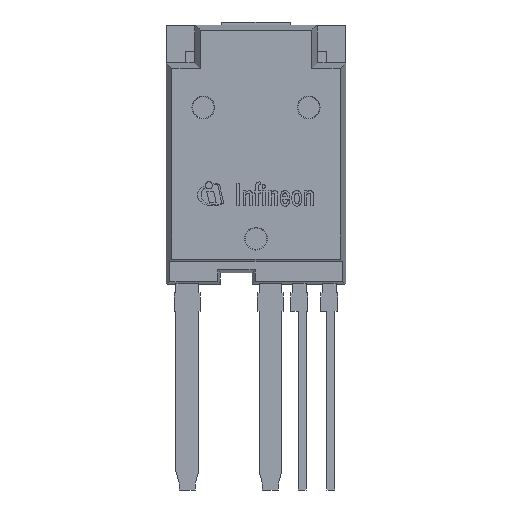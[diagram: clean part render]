
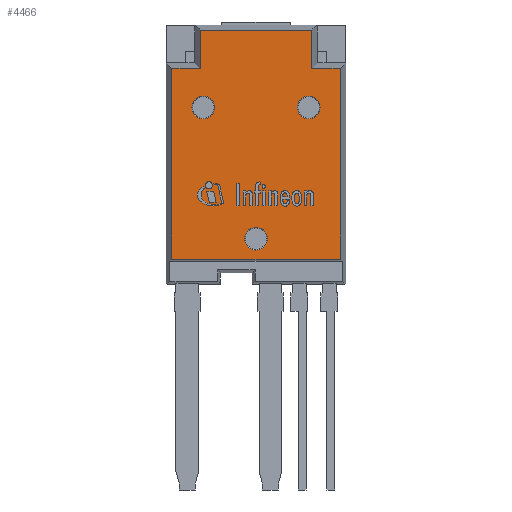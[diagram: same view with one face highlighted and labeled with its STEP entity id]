
A CAD part, left-side view. The second image highlights one B-rep face of the part: STEP entity #4466.
In plain terms, the highlighted planar face has unit normal (-1, 0, 0).
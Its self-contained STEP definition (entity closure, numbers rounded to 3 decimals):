
#86=FACE_BOUND('',#569,.T.);
#87=FACE_BOUND('',#570,.T.);
#88=FACE_BOUND('',#571,.T.);
#144=CIRCLE('',#4734,1.);
#145=CIRCLE('',#4736,1.);
#146=CIRCLE('',#4738,1.);
#303=FACE_OUTER_BOUND('',#568,.T.);
#568=EDGE_LOOP('',(#3512,#3513,#3514,#3515,#3516,#3517,#3518,#3519));
#569=EDGE_LOOP('',(#3520));
#570=EDGE_LOOP('',(#3521));
#571=EDGE_LOOP('',(#3522));
#964=LINE('',#7077,#1529);
#965=LINE('',#7079,#1530);
#966=LINE('',#7081,#1531);
#967=LINE('',#7083,#1532);
#968=LINE('',#7085,#1533);
#969=LINE('',#7087,#1534);
#970=LINE('',#7089,#1535);
#971=LINE('',#7090,#1536);
#1529=VECTOR('',#5426,1000.);
#1530=VECTOR('',#5427,1000.);
#1531=VECTOR('',#5428,1000.);
#1532=VECTOR('',#5429,1000.);
#1533=VECTOR('',#5430,1000.);
#1534=VECTOR('',#5431,1000.);
#1535=VECTOR('',#5432,1000.);
#1536=VECTOR('',#5433,1000.);
#2033=VERTEX_POINT('',#7049);
#2034=VERTEX_POINT('',#7052);
#2035=VERTEX_POINT('',#7055);
#2044=VERTEX_POINT('',#7075);
#2045=VERTEX_POINT('',#7076);
#2046=VERTEX_POINT('',#7078);
#2047=VERTEX_POINT('',#7080);
#2048=VERTEX_POINT('',#7082);
#2049=VERTEX_POINT('',#7084);
#2050=VERTEX_POINT('',#7086);
#2051=VERTEX_POINT('',#7088);
#2555=EDGE_CURVE('',#2033,#2033,#144,.T.);
#2556=EDGE_CURVE('',#2034,#2034,#145,.T.);
#2557=EDGE_CURVE('',#2035,#2035,#146,.T.);
#2566=EDGE_CURVE('',#2044,#2045,#964,.T.);
#2567=EDGE_CURVE('',#2045,#2046,#965,.T.);
#2568=EDGE_CURVE('',#2046,#2047,#966,.T.);
#2569=EDGE_CURVE('',#2048,#2047,#967,.T.);
#2570=EDGE_CURVE('',#2049,#2048,#968,.T.);
#2571=EDGE_CURVE('',#2050,#2049,#969,.T.);
#2572=EDGE_CURVE('',#2050,#2051,#970,.T.);
#2573=EDGE_CURVE('',#2051,#2044,#971,.T.);
#3512=ORIENTED_EDGE('',*,*,#2566,.T.);
#3513=ORIENTED_EDGE('',*,*,#2567,.T.);
#3514=ORIENTED_EDGE('',*,*,#2568,.T.);
#3515=ORIENTED_EDGE('',*,*,#2569,.F.);
#3516=ORIENTED_EDGE('',*,*,#2570,.F.);
#3517=ORIENTED_EDGE('',*,*,#2571,.F.);
#3518=ORIENTED_EDGE('',*,*,#2572,.T.);
#3519=ORIENTED_EDGE('',*,*,#2573,.T.);
#3520=ORIENTED_EDGE('',*,*,#2555,.F.);
#3521=ORIENTED_EDGE('',*,*,#2556,.F.);
#3522=ORIENTED_EDGE('',*,*,#2557,.F.);
#4215=PLANE('',#4740);
#4466=ADVANCED_FACE('',(#303,#86,#87,#88),#4215,.T.);
#4734=AXIS2_PLACEMENT_3D('',#7050,#5404,#5405);
#4736=AXIS2_PLACEMENT_3D('',#7053,#5408,#5409);
#4738=AXIS2_PLACEMENT_3D('',#7056,#5412,#5413);
#4740=AXIS2_PLACEMENT_3D('',#7074,#5424,#5425);
#5404=DIRECTION('center_axis',(-1.,0.,0.));
#5405=DIRECTION('ref_axis',(0.,-1.,0.));
#5408=DIRECTION('center_axis',(-1.,0.,0.));
#5409=DIRECTION('ref_axis',(0.,-1.,0.));
#5412=DIRECTION('center_axis',(-1.,0.,0.));
#5413=DIRECTION('ref_axis',(0.,-1.,0.));
#5424=DIRECTION('center_axis',(-1.,0.,0.));
#5425=DIRECTION('ref_axis',(0.,-1.,0.));
#5426=DIRECTION('',(0.,1.,0.));
#5427=DIRECTION('',(0.,0.,-1.));
#5428=DIRECTION('',(0.,-1.,0.));
#5429=DIRECTION('',(0.,0.,-1.));
#5430=DIRECTION('',(0.,-1.,0.));
#5431=DIRECTION('',(0.,0.,-1.));
#5432=DIRECTION('',(0.,1.,0.));
#5433=DIRECTION('',(0.,0.,-1.));
#7049=CARTESIAN_POINT('',(-2.09,3.64,17.94));
#7050=CARTESIAN_POINT('Origin',(-2.09,4.64,17.94));
#7052=CARTESIAN_POINT('',(-2.09,-5.64,17.94));
#7053=CARTESIAN_POINT('Origin',(-2.09,-4.64,17.94));
#7055=CARTESIAN_POINT('',(-2.09,-1.,6.38));
#7056=CARTESIAN_POINT('Origin',(-2.09,0.,6.38));
#7074=CARTESIAN_POINT('Origin',(-2.09,0.,0.));
#7075=CARTESIAN_POINT('',(-2.09,4.906,21.366));
#7076=CARTESIAN_POINT('',(-2.09,7.406,21.366));
#7077=CARTESIAN_POINT('',(-2.09,0.,21.366));
#7078=CARTESIAN_POINT('',(-2.09,7.406,4.585));
#7079=CARTESIAN_POINT('',(-2.09,7.406,2.36));
#7080=CARTESIAN_POINT('',(-2.09,-7.406,4.585));
#7081=CARTESIAN_POINT('',(-2.09,7.9,4.585));
#7082=CARTESIAN_POINT('',(-2.09,-7.406,21.366));
#7083=CARTESIAN_POINT('',(-2.09,-7.406,2.36));
#7084=CARTESIAN_POINT('',(-2.09,-4.906,21.366));
#7085=CARTESIAN_POINT('',(-2.09,0.,21.366));
#7086=CARTESIAN_POINT('',(-2.09,-4.906,24.739));
#7087=CARTESIAN_POINT('',(-2.09,-4.906,0.));
#7088=CARTESIAN_POINT('',(-2.09,4.906,24.739));
#7089=CARTESIAN_POINT('',(-2.09,-7.9,24.739));
#7090=CARTESIAN_POINT('',(-2.09,4.906,0.));
